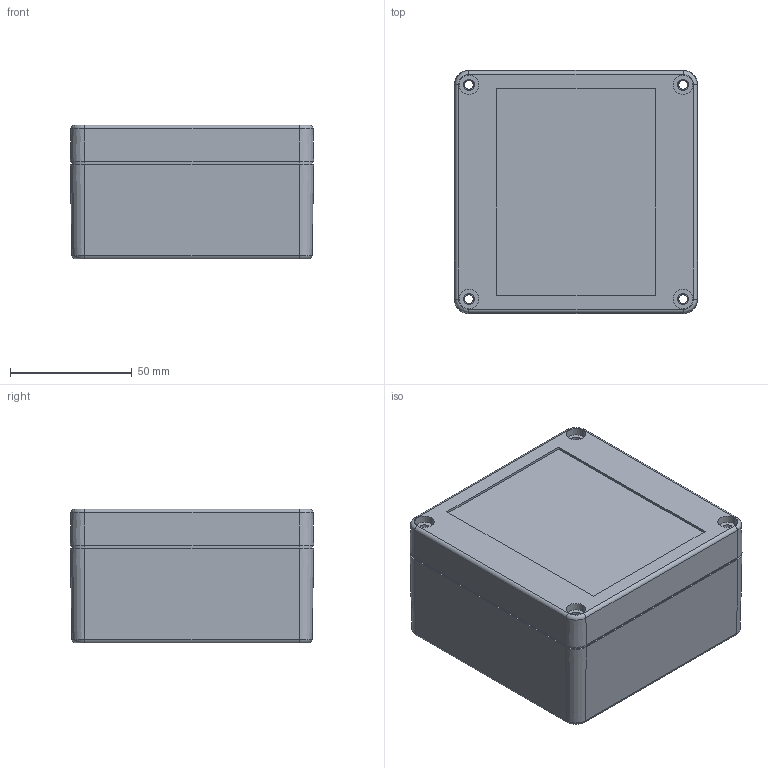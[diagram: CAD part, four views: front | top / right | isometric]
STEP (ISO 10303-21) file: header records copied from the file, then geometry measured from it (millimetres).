
FILE_DESCRIPTION (( 'STEP AP214' ), '1' );
FILE_NAME ('G2100.STEP', '2009-09-09T02:21:43', ( 'NEF User' ), ( 'NEF User' ), 'SwSTEP 2.0', 'SolidWorks 2009', '' );
FILE_SCHEMA (( 'AUTOMOTIVE_DESIGN' ));
Length unit declared in the file: millimetre
Products named in the file (1): G2100
Bounding box: 100 x 100 x 55 mm (x, y, z)
Volume: 130900.4 mm3; surface area: 100305.5 mm2
Topology: 2 solids, 2 shells, 517 faces, 1280 edges, 820 vertices
Faces by surface type: plane 219, cylinder 160, cone 130, torus 8
Entity records: 15480 total; most frequent: CARTESIAN_POINT 2813, DIRECTION 2775, ORIENTED_EDGE 2540, EDGE_CURVE 1270, AXIS2_PLACEMENT_3D 1056, VERTEX_POINT 820, LINE 663, VECTOR 663
